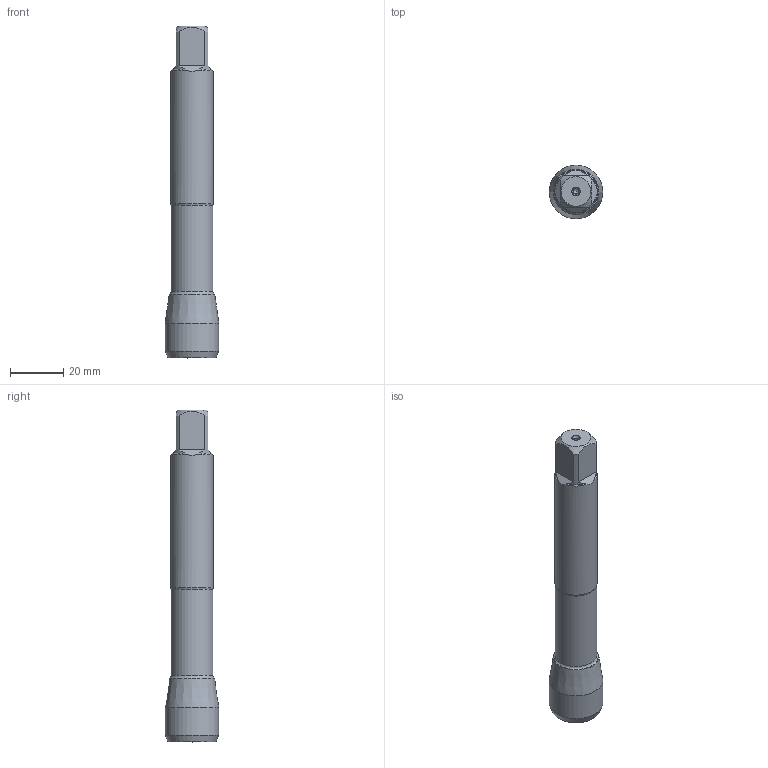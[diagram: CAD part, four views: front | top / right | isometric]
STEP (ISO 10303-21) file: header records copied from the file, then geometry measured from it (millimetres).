
FILE_DESCRIPTION(/* description */ (''),/* implementation_level */ '2;1');
FILE_NAME(/* name */ 'TOOL.STP',/* time_stamp */ '2023-04-19T07:56:32+02:00',/* author */ (''),/* organization */ ('SMS'),/* preprocessor_version */ 'ST-DEVELOPER v16.7',/* originating_system */ 'SIEMENS PLM Software NX 12.0',/* authorisation */ '');
FILE_SCHEMA (('AUTOMOTIVE_DESIGN { 1 0 10303 214 3 1 1 1 }'));
Length unit declared in the file: millimetre
Products named in the file (1): Tool
Bounding box: 20.19 x 20.19 x 125 mm (x, y, z)
Volume: 26152.8 mm3; surface area: 7355.9 mm2
Topology: 2 solids, 2 shells, 35 faces, 89 edges, 61 vertices
Faces by surface type: cone 12, plane 12, cylinder 9, torus 2
Full cylindrical faces by diameter (mm): 2 x2, 15.7 x1, 16 x1, 20.189 x1
Entity records: 1045 total; most frequent: CARTESIAN_POINT 228, DIRECTION 170, ORIENTED_EDGE 128, AXIS2_PLACEMENT_3D 79, EDGE_CURVE 64, EDGE_LOOP 50, VERTEX_POINT 50, ADVANCED_FACE 35
